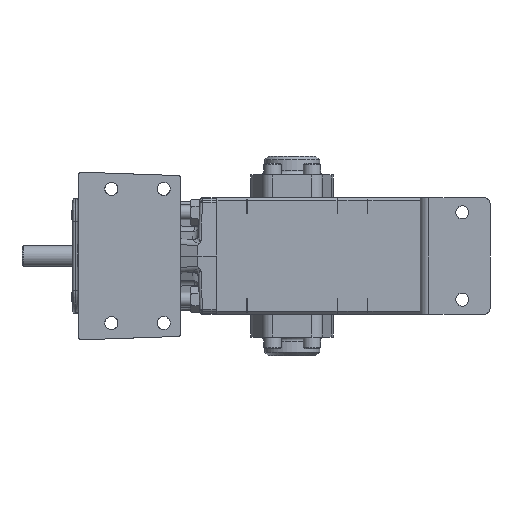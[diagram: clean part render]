
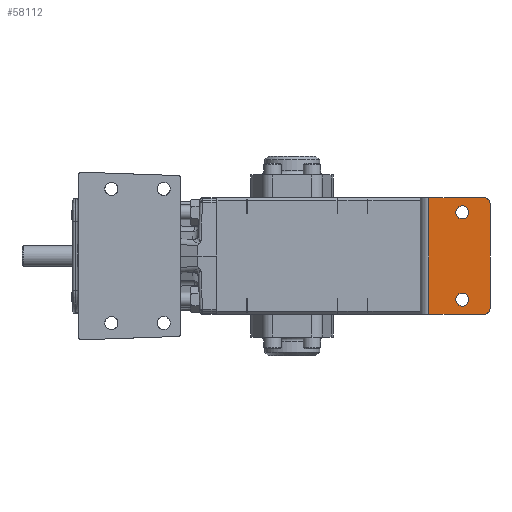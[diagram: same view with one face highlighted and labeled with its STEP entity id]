
A CAD part, front view. The second image highlights one B-rep face of the part: STEP entity #58112.
In plain terms, the highlighted planar face has unit normal (0, -1, 0).
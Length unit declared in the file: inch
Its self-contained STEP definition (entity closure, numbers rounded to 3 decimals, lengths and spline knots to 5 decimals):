
#1258 = CARTESIAN_POINT ( 'NONE',  ( 8.729, -5.5, -2.5 ) ) ;
#2617 = AXIS2_PLACEMENT_3D ( 'NONE', #178290, #93460, #8028 ) ;
#4918 = CARTESIAN_POINT ( 'NONE',  ( 11.479, -5.5, 2.5 ) ) ;
#4971 = VECTOR ( 'NONE', #168607, 39.37008 ) ;
#6137 = ORIENTED_EDGE ( 'NONE', *, *, #71102, .T. ) ;
#8028 = DIRECTION ( 'NONE',  ( 0., 0., 1. ) ) ;
#9133 = CARTESIAN_POINT ( 'NONE',  ( 11.729, -5.5, -2.25 ) ) ;
#9342 = CARTESIAN_POINT ( 'NONE',  ( 11.479, -5.5, 2.25 ) ) ;
#15970 = ORIENTED_EDGE ( 'NONE', *, *, #129825, .T. ) ;
#19363 = CARTESIAN_POINT ( 'NONE',  ( 8.729, -5.5, 2.5 ) ) ;
#21059 = CIRCLE ( 'NONE', #2617, 0.25 ) ;
#23765 = DIRECTION ( 'NONE',  ( 0., 0., 1. ) ) ;
#25387 = VERTEX_POINT ( 'NONE', #41517 ) ;
#25937 = ORIENTED_EDGE ( 'NONE', *, *, #181404, .F. ) ;
#32676 = VERTEX_POINT ( 'NONE', #48424 ) ;
#33763 = DIRECTION ( 'NONE',  ( 0., 0., 1. ) ) ;
#34432 = VERTEX_POINT ( 'NONE', #166335 ) ;
#37992 = VERTEX_POINT ( 'NONE', #69915 ) ;
#39741 = CARTESIAN_POINT ( 'NONE',  ( 10.539, -5.5, -1.87 ) ) ;
#40741 = CARTESIAN_POINT ( 'NONE',  ( 11.729, -5.5, 2.5 ) ) ;
#41517 = CARTESIAN_POINT ( 'NONE',  ( 11.729, -5.5, 2.25 ) ) ;
#43222 = ORIENTED_EDGE ( 'NONE', *, *, #153865, .F. ) ;
#45932 = CARTESIAN_POINT ( 'NONE',  ( 9.109, -5.5, 2.5 ) ) ;
#48424 = CARTESIAN_POINT ( 'NONE',  ( 11.479, -5.5, -2.5 ) ) ;
#54207 = DIRECTION ( 'NONE',  ( 0., 0., 1. ) ) ;
#58073 = FACE_BOUND ( 'NONE', #104340, .T. ) ;
#58112 = ADVANCED_FACE ( 'NONE', ( #135756, #58073, #81940 ), #103546, .F. ) ;
#69915 = CARTESIAN_POINT ( 'NONE',  ( 9.109, -5.5, 2.5 ) ) ;
#70243 = VECTOR ( 'NONE', #74568, 39.37008 ) ;
#71102 = EDGE_CURVE ( 'NONE', #32676, #102242, #21059, .T. ) ;
#71852 = VECTOR ( 'NONE', #101004, 39.37008 ) ;
#74568 = DIRECTION ( 'NONE',  ( 0., 0., -1. ) ) ;
#75476 = DIRECTION ( 'NONE',  ( 0., -1., 0. ) ) ;
#75917 = EDGE_CURVE ( 'NONE', #25387, #102242, #156301, .T. ) ;
#81024 = VECTOR ( 'NONE', #141227, 39.37008 ) ;
#81940 = FACE_OUTER_BOUND ( 'NONE', #95928, .T. ) ;
#83059 = CARTESIAN_POINT ( 'NONE',  ( 10.539, -5.5, 2.151 ) ) ;
#86095 = CIRCLE ( 'NONE', #132819, 0.281 ) ;
#90161 = LINE ( 'NONE', #45932, #70243 ) ;
#93460 = DIRECTION ( 'NONE',  ( 0., -1., 0. ) ) ;
#95928 = EDGE_LOOP ( 'NONE', ( #15970, #6137, #182283, #159078, #25937, #131940 ) ) ;
#98206 = ORIENTED_EDGE ( 'NONE', *, *, #159899, .F. ) ;
#98858 = LINE ( 'NONE', #127019, #81024 ) ;
#101004 = DIRECTION ( 'NONE',  ( 1., 0., 0. ) ) ;
#102242 = VERTEX_POINT ( 'NONE', #9133 ) ;
#103546 = PLANE ( 'NONE',  #140721 ) ;
#104340 = EDGE_LOOP ( 'NONE', ( #98206 ) ) ;
#109044 = DIRECTION ( 'NONE',  ( 0., -1., 0. ) ) ;
#109631 = LINE ( 'NONE', #1258, #71852 ) ;
#117682 = CIRCLE ( 'NONE', #178373, 0.25 ) ;
#118993 = DIRECTION ( 'NONE',  ( 0., 1., 0. ) ) ;
#124756 = AXIS2_PLACEMENT_3D ( 'NONE', #160472, #75476, #174666 ) ;
#127019 = CARTESIAN_POINT ( 'NONE',  ( 8.729, -5.5, 2.5 ) ) ;
#127462 = CIRCLE ( 'NONE', #124756, 0.281 ) ;
#129825 = EDGE_CURVE ( 'NONE', #34432, #32676, #109631, .T. ) ;
#131940 = ORIENTED_EDGE ( 'NONE', *, *, #165547, .T. ) ;
#132819 = AXIS2_PLACEMENT_3D ( 'NONE', #39741, #139129, #54207 ) ;
#135756 = FACE_BOUND ( 'NONE', #169845, .T. ) ;
#139129 = DIRECTION ( 'NONE',  ( 0., -1., 0. ) ) ;
#140721 = AXIS2_PLACEMENT_3D ( 'NONE', #19363, #118993, #33763 ) ;
#141227 = DIRECTION ( 'NONE',  ( 1., 0., 0. ) ) ;
#143834 = VERTEX_POINT ( 'NONE', #83059 ) ;
#147856 = EDGE_CURVE ( 'NONE', #25387, #181730, #117682, .T. ) ;
#153865 = EDGE_CURVE ( 'NONE', #143834, #143834, #127462, .T. ) ;
#156301 = LINE ( 'NONE', #40741, #4971 ) ;
#159078 = ORIENTED_EDGE ( 'NONE', *, *, #147856, .T. ) ;
#159899 = EDGE_CURVE ( 'NONE', #168191, #168191, #86095, .T. ) ;
#160472 = CARTESIAN_POINT ( 'NONE',  ( 10.539, -5.5, 1.87 ) ) ;
#165547 = EDGE_CURVE ( 'NONE', #37992, #34432, #90161, .T. ) ;
#166335 = CARTESIAN_POINT ( 'NONE',  ( 9.109, -5.5, -2.5 ) ) ;
#168191 = VERTEX_POINT ( 'NONE', #182758 ) ;
#168607 = DIRECTION ( 'NONE',  ( 0., 0., -1. ) ) ;
#169845 = EDGE_LOOP ( 'NONE', ( #43222 ) ) ;
#174666 = DIRECTION ( 'NONE',  ( 0., 0., 1. ) ) ;
#178290 = CARTESIAN_POINT ( 'NONE',  ( 11.479, -5.5, -2.25 ) ) ;
#178373 = AXIS2_PLACEMENT_3D ( 'NONE', #9342, #109044, #23765 ) ;
#181404 = EDGE_CURVE ( 'NONE', #37992, #181730, #98858, .T. ) ;
#181730 = VERTEX_POINT ( 'NONE', #4918 ) ;
#182283 = ORIENTED_EDGE ( 'NONE', *, *, #75917, .F. ) ;
#182758 = CARTESIAN_POINT ( 'NONE',  ( 10.539, -5.5, -1.589 ) ) ;
